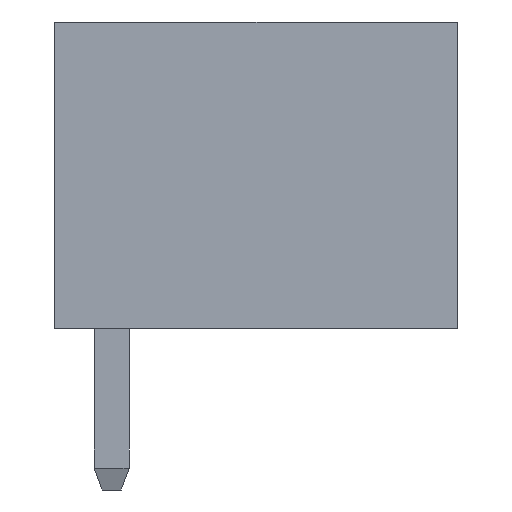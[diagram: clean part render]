
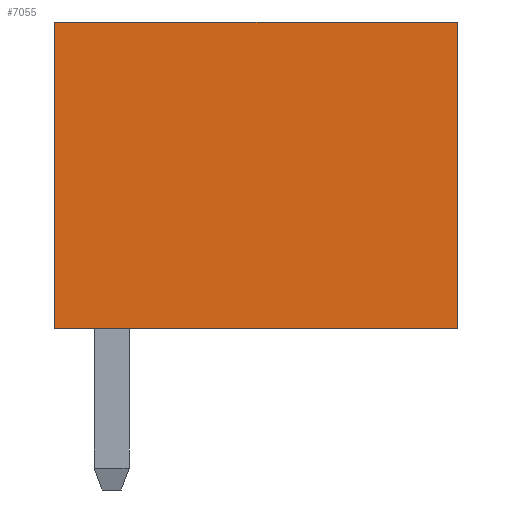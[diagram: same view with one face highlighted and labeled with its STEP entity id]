
A CAD part, left-side view. The second image highlights one B-rep face of the part: STEP entity #7055.
In plain terms, the highlighted planar face has unit normal (-1, 0, 0).
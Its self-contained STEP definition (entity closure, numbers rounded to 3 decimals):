
#39 = DIRECTION ( 'NONE',  ( 0., 0., -1. ) ) ;
#154 = VERTEX_POINT ( 'NONE', #4199 ) ;
#605 = VERTEX_POINT ( 'NONE', #838 ) ;
#791 = VERTEX_POINT ( 'NONE', #5599 ) ;
#838 = CARTESIAN_POINT ( 'NONE',  ( -23.26, -4.6, 7. ) ) ;
#1166 = CARTESIAN_POINT ( 'NONE',  ( -23.26, 4.6, 7. ) ) ;
#1486 = CARTESIAN_POINT ( 'NONE',  ( -23.26, -4.6, 7. ) ) ;
#1709 = LINE ( 'NONE', #9306, #9046 ) ;
#2633 = DIRECTION ( 'NONE',  ( 0., 0., -1. ) ) ;
#3540 = VECTOR ( 'NONE', #10837, 1000. ) ;
#3545 = EDGE_CURVE ( 'NONE', #154, #12409, #11353, .T. ) ;
#4199 = CARTESIAN_POINT ( 'NONE',  ( -23.26, 4.6, 7. ) ) ;
#5599 = CARTESIAN_POINT ( 'NONE',  ( -23.26, -4.6, 0. ) ) ;
#5686 = LINE ( 'NONE', #1486, #12589 ) ;
#6020 = ORIENTED_EDGE ( 'NONE', *, *, #3545, .T. ) ;
#7055 = ADVANCED_FACE ( 'NONE', ( #13197 ), #11373, .F. ) ;
#8328 = EDGE_CURVE ( 'NONE', #605, #791, #5686, .T. ) ;
#9046 = VECTOR ( 'NONE', #18204, 1000. ) ;
#9306 = CARTESIAN_POINT ( 'NONE',  ( -23.26, 4.6, 0. ) ) ;
#9716 = EDGE_CURVE ( 'NONE', #12409, #791, #1709, .T. ) ;
#10162 = EDGE_CURVE ( 'NONE', #154, #605, #11071, .T. ) ;
#10837 = DIRECTION ( 'NONE',  ( 0., 0., -1. ) ) ;
#11071 = LINE ( 'NONE', #17683, #18533 ) ;
#11353 = LINE ( 'NONE', #15204, #3540 ) ;
#11373 = PLANE ( 'NONE',  #16509 ) ;
#11437 = DIRECTION ( 'NONE',  ( 1., 0., 0. ) ) ;
#11824 = DIRECTION ( 'NONE',  ( 0., -1., 0. ) ) ;
#12409 = VERTEX_POINT ( 'NONE', #13771 ) ;
#12589 = VECTOR ( 'NONE', #39, 1000. ) ;
#13153 = ORIENTED_EDGE ( 'NONE', *, *, #9716, .T. ) ;
#13197 = FACE_OUTER_BOUND ( 'NONE', #13375, .T. ) ;
#13375 = EDGE_LOOP ( 'NONE', ( #13153, #14132, #17873, #6020 ) ) ;
#13771 = CARTESIAN_POINT ( 'NONE',  ( -23.26, 4.6, 0. ) ) ;
#14132 = ORIENTED_EDGE ( 'NONE', *, *, #8328, .F. ) ;
#15204 = CARTESIAN_POINT ( 'NONE',  ( -23.26, 4.6, 7. ) ) ;
#16509 = AXIS2_PLACEMENT_3D ( 'NONE', #1166, #11437, #2633 ) ;
#17683 = CARTESIAN_POINT ( 'NONE',  ( -23.26, 4.6, 7. ) ) ;
#17873 = ORIENTED_EDGE ( 'NONE', *, *, #10162, .F. ) ;
#18204 = DIRECTION ( 'NONE',  ( 0., -1., 0. ) ) ;
#18533 = VECTOR ( 'NONE', #11824, 1000. ) ;
